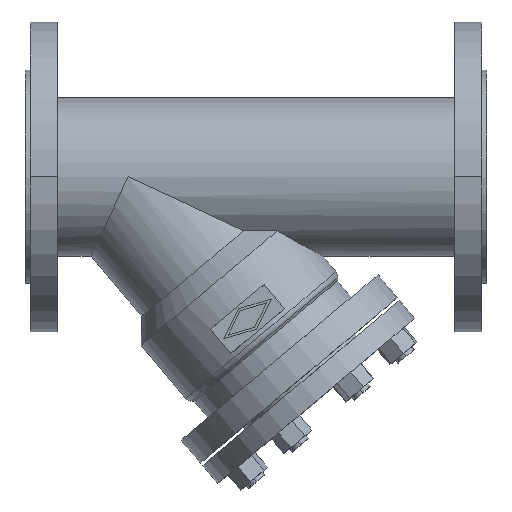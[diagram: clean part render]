
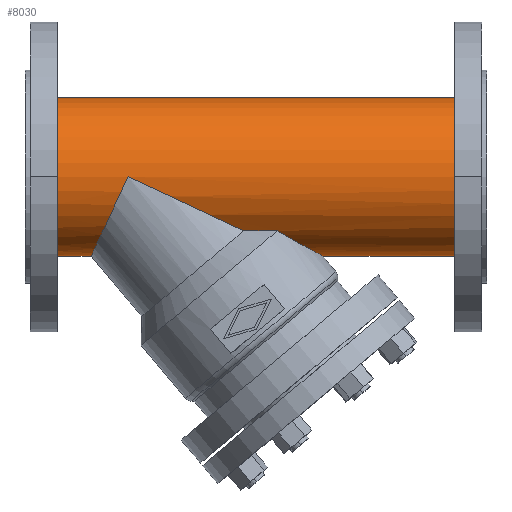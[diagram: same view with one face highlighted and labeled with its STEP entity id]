
A CAD part, top view. The second image highlights one B-rep face of the part: STEP entity #8030.
In plain terms, the highlighted cylindrical face has radius 60 mm (diameter 120 mm), a partial arc.
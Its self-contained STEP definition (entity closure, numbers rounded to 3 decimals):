
#2630=CARTESIAN_POINT('',(161.808,-99.879,0.));
#2640=DIRECTION('',(-0.643,0.766,0.));
#2650=DIRECTION('',(-0.766,-0.643,
0.));
#2660=AXIS2_PLACEMENT_3D('',#2630,#2640,#2650);
#2670=CYLINDRICAL_SURFACE('',#2660,74.5);
#2830=CARTESIAN_POINT('',(139.669,-73.494,0.));
#2840=DIRECTION('',(0.643,-0.766,0.));
#2850=DIRECTION('',(-0.766,-0.643,0.));
#2860=AXIS2_PLACEMENT_3D('',#2830,#2840,#2850);
#2870=CONICAL_SURFACE('',#2860,67.25,0.726);
#3220=CARTESIAN_POINT('',(175.,0.,0.));
#3230=DIRECTION('',(1.,0.,0.));
#3240=DIRECTION('',(0.,1.,0.));
#3250=AXIS2_PLACEMENT_3D('',#3220,#3230,#3240);
#3260=CYLINDRICAL_SURFACE('',#3250,60.);
#3350=CARTESIAN_POINT('',(106.209,-33.618,0.));
#3360=DIRECTION('',(-0.643,0.766,0.));
#3370=DIRECTION('',(-0.766,-0.643,
0.));
#3380=AXIS2_PLACEMENT_3D('',#3350,#3360,#3370);
#3390=CYLINDRICAL_SURFACE('',#3380,60.);
#3500=CARTESIAN_POINT('',(50.022,-60.,
0.));
#3510=VERTEX_POINT('',#3500);
#3660=CARTESIAN_POINT('',(78.,0.,0.));
#3670=DIRECTION('',(0.906,-0.423,0.));
#3680=DIRECTION('',(0.423,0.906,
0.));
#3690=AXIS2_PLACEMENT_3D('',#3660,#3670,#3680);
#3700=ELLIPSE('',#3690,66.203,60.);
#3840=CARTESIAN_POINT('',(191.089,-41.013,
43.794));
#3850=VERTEX_POINT('',#3840);
#3890=CARTESIAN_POINT('',(191.089,-41.013,
-43.794));
#3900=CARTESIAN_POINT('',(191.916,-41.492,
-43.346));
#3910=CARTESIAN_POINT('',(192.734,-41.963,
-42.89));
#3920=CARTESIAN_POINT('',(195.808,-43.726,
-41.127));
#3930=CARTESIAN_POINT('',(198.152,-45.054,
-39.678));
#3940=CARTESIAN_POINT('',(202.825,-47.673,
-36.49));
#3950=CARTESIAN_POINT('',(205.154,-48.964,
-34.75));
#3960=CARTESIAN_POINT('',(209.623,-51.421,
-30.999));
#3970=CARTESIAN_POINT('',(211.764,-52.587,
-28.987));
#3980=CARTESIAN_POINT('',(215.7,-54.718,
-24.731));
#3990=CARTESIAN_POINT('',(217.493,-55.682,
-22.487));
#4000=CARTESIAN_POINT('',(219.966,-57.006,
-18.775));
#4010=CARTESIAN_POINT('',(220.864,-57.485,
-17.269));
#4020=CARTESIAN_POINT('',(222.081,-58.133,
-14.873));
#4030=CARTESIAN_POINT('',(222.465,-58.338,
-14.052));
#4040=CARTESIAN_POINT('',(223.177,-58.716,
-12.374));
#4050=CARTESIAN_POINT('',(223.506,-58.891,
-11.517));
#4060=CARTESIAN_POINT('',(224.097,-59.204,
-9.779));
#4070=CARTESIAN_POINT('',(224.359,-59.344,
-8.896));
#4080=CARTESIAN_POINT('',(224.811,-59.583,
-7.117));
#4090=CARTESIAN_POINT('',(225.001,-59.683,
-6.22));
#4100=CARTESIAN_POINT('',(225.303,-59.843,
-4.427));
#4110=CARTESIAN_POINT('',(225.415,-59.903,
-3.53));
#4120=CARTESIAN_POINT('',(225.563,-59.981,
-1.751));
#4130=CARTESIAN_POINT('',(225.599,-60.,-0.868));
#4140=CARTESIAN_POINT('',(225.599,-60.,4.07));
#4150=CARTESIAN_POINT('',(224.817,-59.587,
7.962));
#4160=CARTESIAN_POINT('',(222.08,-58.134,
15.313));
#4170=CARTESIAN_POINT('',(220.123,-57.092,
18.769));
#4180=CARTESIAN_POINT('',(215.43,-54.573,
25.171));
#4190=CARTESIAN_POINT('',(212.693,-53.095,
28.117));
#4200=CARTESIAN_POINT('',(206.865,-49.91,
33.446));
#4210=CARTESIAN_POINT('',(203.774,-48.203,
35.829));
#4220=CARTESIAN_POINT('',(198.209,-45.087,
39.651));
#4230=CARTESIAN_POINT('',(195.583,-43.6,
41.277));
#4240=CARTESIAN_POINT('',(192.287,-41.705,
43.138));
#4250=CARTESIAN_POINT('',(191.69,-41.361,
43.469));
#4260=CARTESIAN_POINT('',(191.089,-41.013,
43.794));
#4270=B_SPLINE_CURVE_WITH_KNOTS('',3,(#3890,#3900,#3910,#3920,#3930,
#3940,#3950,#3960,#3970,#3980,#3990,#4000,#4010,#4020,#4030,#4040,#4050,
#4060,#4070,#4080,#4090,#4100,#4110,#4120,#4130,#4140,#4150,#4160,#4170,
#4180,#4190,#4200,#4210,#4220,#4230,#4240,#4250,#4260),.UNSPECIFIED.,.F.
,.F.,(4,2,2,2,2,2,2,2,2,2,2,2,2,2,2,2,2,2,4),(68.261,
71.384,80.135,88.886,97.636,
106.387,111.595,114.199,116.803,
119.406,122.01,124.614,127.218,
139.428,151.639,163.85,176.061,
186.157,188.374),.UNSPECIFIED.);
#4280=CARTESIAN_POINT('',(225.599,-60.,
0.));
#4290=VERTEX_POINT('',#4280);
#4300=SURFACE_CURVE('',#4270,(#3260,#2670),.CURVE_3D.);
#4310=EDGE_CURVE('',#4290,#3850,#4300,.T.);
#7200=CARTESIAN_POINT('',(175.,-60.,0.));
#7210=DIRECTION('',(1.,0.,0.));
#7220=VECTOR('',#7210,1.);
#7230=LINE('',#7200,#7220);
#7240=CARTESIAN_POINT('',(325.57,-60.,0.));
#7250=VERTEX_POINT('',#7240);
#7260=SURFACE_CURVE('',#7230,(#3260,#3260),.CURVE_3D.);
#7270=EDGE_CURVE('',#4290,#7250,#7260,.T.);
#7280=ORIENTED_EDGE('',*,*,#7270,.T.);
#7290=ORIENTED_EDGE('',*,*,#4310,.F.);
#7300=CARTESIAN_POINT('',(165.77,-40.928,
43.874));
#7310=CARTESIAN_POINT('',(166.251,-40.915,
43.886));
#7320=CARTESIAN_POINT('',(166.73,-40.903,
43.897));
#7330=CARTESIAN_POINT('',(170.292,-40.823,
43.972));
#7340=CARTESIAN_POINT('',(173.333,-40.794,
43.999));
#7350=CARTESIAN_POINT('',(180.052,-40.794,
43.999));
#7360=CARTESIAN_POINT('',(183.989,-40.841,
43.954));
#7370=CARTESIAN_POINT('',(189.035,-40.958,
43.846));
#7380=CARTESIAN_POINT('',(190.06,-40.984,
43.821));
#7390=CARTESIAN_POINT('',(191.089,-41.013,
43.794));
#7400=B_SPLINE_CURVE_WITH_KNOTS('',3,(#7300,#7310,#7320,#7330,#7340,
#7350,#7360,#7370,#7380,#7390),.UNSPECIFIED.,.F.,.F.,(4,2,2,2,4),(
250.01,251.392,260.299,271.551,
274.398),.UNSPECIFIED.);
#7410=CARTESIAN_POINT('',(165.77,-40.928,
43.874));
#7420=VERTEX_POINT('',#7410);
#7430=SURFACE_CURVE('',#7400,(#3260,#2870),.CURVE_3D.);
#7440=EDGE_CURVE('',#7420,#3850,#7430,.T.);
#7450=ORIENTED_EDGE('',*,*,#7440,.T.);
#7460=CARTESIAN_POINT('',(78.,0.,0.));
#7470=DIRECTION('',(-0.423,-0.906,
0.));
#7480=DIRECTION('',(-0.906,0.423,
0.));
#7490=AXIS2_PLACEMENT_3D('',#7460,#7470,#7480);
#7500=ELLIPSE('',#7490,141.972,60.);
#7510=CARTESIAN_POINT('',(78.,0.,60.));
#7520=VERTEX_POINT('',#7510);
#7530=SURFACE_CURVE('',#7500,(#3260,#3390),.CURVE_3D.);
#7540=EDGE_CURVE('',#7420,#7520,#7530,.T.);
#7550=ORIENTED_EDGE('',*,*,#7540,.F.);
#7560=SURFACE_CURVE('',#3700,(#3390,#3260),.CURVE_3D.);
#7570=EDGE_CURVE('',#7520,#3510,#7560,.T.);
#7580=ORIENTED_EDGE('',*,*,#7570,.F.);
#7590=CARTESIAN_POINT('',(24.43,-60.,0.));
#7600=VERTEX_POINT('',#7590);
#7610=SURFACE_CURVE('',#7230,(#3260,#3260),.CURVE_3D.);
#7620=EDGE_CURVE('',#7600,#3510,#7610,.T.);
#7630=ORIENTED_EDGE('',*,*,#7620,.T.);
#7640=CARTESIAN_POINT('',(24.43,0.,0.));
#7650=DIRECTION('',(-1.,0.,0.));
#7660=DIRECTION('',(0.,1.,0.));
#7670=AXIS2_PLACEMENT_3D('',#7640,#7650,#7660);
#7680=CIRCLE('',#7670,60.);
#7690=CARTESIAN_POINT('',(24.43,60.,0.));
#7700=VERTEX_POINT('',#7690);
#7710=CARTESIAN_POINT('',(24.43,70.433,0.))
;
#7720=DIRECTION('',(1.,0.,0.));
#7730=DIRECTION('',(0.,-1.,0.));
#7740=AXIS2_PLACEMENT_3D('',#7710,#7720,#7730);
#7750=PLANE('',#7740);
#7760=SURFACE_CURVE('',#7680,(#3260,#7750),.CURVE_3D.);
#7770=EDGE_CURVE('',#7600,#7700,#7760,.T.);
#7780=ORIENTED_EDGE('',*,*,#7770,.F.);
#7790=CARTESIAN_POINT('',(175.,60.,0.));
#7800=DIRECTION('',(1.,0.,0.));
#7810=VECTOR('',#7800,1.);
#7820=LINE('',#7790,#7810);
#7830=CARTESIAN_POINT('',(325.57,60.,0.));
#7840=VERTEX_POINT('',#7830);
#7850=SURFACE_CURVE('',#7820,(#3260,#3260),.CURVE_3D.);
#7860=EDGE_CURVE('',#7700,#7840,#7850,.T.);
#7870=ORIENTED_EDGE('',*,*,#7860,.F.);
#7880=CARTESIAN_POINT('',(325.57,0.,0.));
#7890=DIRECTION('',(-1.,0.,0.));
#7900=DIRECTION('',(0.,1.,0.));
#7910=AXIS2_PLACEMENT_3D('',#7880,#7890,#7900);
#7920=CIRCLE('',#7910,60.);
#7930=CARTESIAN_POINT('',(325.57,70.433,0.));
#7940=DIRECTION('',(-1.,0.,0.));
#7950=DIRECTION('',(0.,1.,0.));
#7960=AXIS2_PLACEMENT_3D('',#7930,#7940,#7950);
#7970=PLANE('',#7960);
#7980=SURFACE_CURVE('',#7920,(#3260,#7970),.CURVE_3D.);
#7990=EDGE_CURVE('',#7250,#7840,#7980,.T.);
#8000=ORIENTED_EDGE('',*,*,#7990,.T.);
#8010=EDGE_LOOP('',(#8000,#7870,#7780,#7630,#7580,#7550,#7450,#7290,
#7280));
#8020=FACE_OUTER_BOUND('',#8010,.T.);
#8030=ADVANCED_FACE('',(#8020),#3260,.T.);
